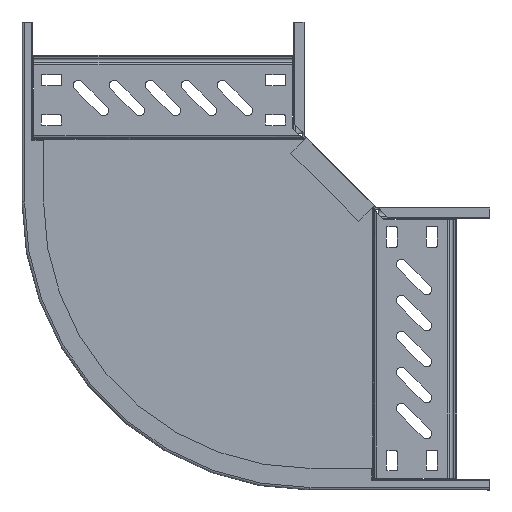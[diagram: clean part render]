
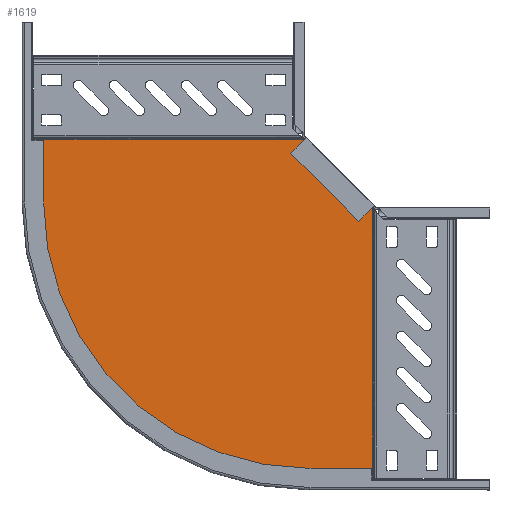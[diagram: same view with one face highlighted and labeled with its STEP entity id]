
A CAD part, front view. The second image highlights one B-rep face of the part: STEP entity #1619.
In plain terms, the highlighted planar face has unit normal (0, -1, 0).
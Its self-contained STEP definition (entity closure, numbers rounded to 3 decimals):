
#66 = CARTESIAN_POINT ( 'NONE',  ( 75.912, -0.75, -211.412 ) ) ;
#115 = VERTEX_POINT ( 'NONE', #2705 ) ;
#163 = VERTEX_POINT ( 'NONE', #6313 ) ;
#210 = ORIENTED_EDGE ( 'NONE', *, *, #4360, .T. ) ;
#386 = VECTOR ( 'NONE', #4323, 1000. ) ;
#409 = FACE_OUTER_BOUND ( 'NONE', #3405, .T. ) ;
#488 = AXIS2_PLACEMENT_3D ( 'NONE', #7211, #4238, #1968 ) ;
#498 = PLANE ( 'NONE',  #488 ) ;
#620 = CIRCLE ( 'NONE', #8587, 198.25 ) ;
#659 = LINE ( 'NONE', #6462, #4379 ) ;
#755 = DIRECTION ( 'NONE',  ( 0., 0., 1. ) ) ;
#775 = ORIENTED_EDGE ( 'NONE', *, *, #5178, .F. ) ;
#837 = EDGE_CURVE ( 'NONE', #163, #5471, #9021, .T. ) ;
#898 = DIRECTION ( 'NONE',  ( 0.707, 0., -0.707 ) ) ;
#918 = VERTEX_POINT ( 'NONE', #4245 ) ;
#1039 = EDGE_CURVE ( 'NONE', #3480, #918, #2276, .T. ) ;
#1054 = VERTEX_POINT ( 'NONE', #8909 ) ;
#1062 = ORIENTED_EDGE ( 'NONE', *, *, #5270, .T. ) ;
#1405 = VECTOR ( 'NONE', #2387, 1000. ) ;
#1474 = ORIENTED_EDGE ( 'NONE', *, *, #8637, .F. ) ;
#1508 = VECTOR ( 'NONE', #898, 1000. ) ;
#1619 = ADVANCED_FACE ( 'NONE', ( #409 ), #498, .T. ) ;
#1711 = LINE ( 'NONE', #9007, #1405 ) ;
#1968 = DIRECTION ( 'NONE',  ( 0., 0., -1. ) ) ;
#1984 = CARTESIAN_POINT ( 'NONE',  ( -19.662, -0.75, -217.912 ) ) ;
#2081 = DIRECTION ( 'NONE',  ( -1., 0., 0. ) ) ;
#2276 = LINE ( 'NONE', #2381, #1508 ) ;
#2381 = CARTESIAN_POINT ( 'NONE',  ( -12.021, -0.75, 12.021 ) ) ;
#2387 = DIRECTION ( 'NONE',  ( 0., 0., -1. ) ) ;
#2447 = DIRECTION ( 'NONE',  ( -1., 0., 0. ) ) ;
#2705 = CARTESIAN_POINT ( 'NONE',  ( 24.071, -0.75, -211.412 ) ) ;
#3219 = LINE ( 'NONE', #66, #4516 ) ;
#3301 = CARTESIAN_POINT ( 'NONE',  ( -19.662, -0.75, -19.662 ) ) ;
#3389 = LINE ( 'NONE', #3435, #8150 ) ;
#3405 = EDGE_LOOP ( 'NONE', ( #8255, #4914, #210, #9315, #1474, #7289, #1062, #775, #4827, #4694 ) ) ;
#3435 = CARTESIAN_POINT ( 'NONE',  ( -19.662, -0.75, -217.912 ) ) ;
#3480 = VERTEX_POINT ( 'NONE', #8520 ) ;
#3591 = LINE ( 'NONE', #6517, #3692 ) ;
#3597 = VERTEX_POINT ( 'NONE', #1984 ) ;
#3692 = VECTOR ( 'NONE', #755, 1000. ) ;
#3950 = CARTESIAN_POINT ( 'NONE',  ( -217.912, -0.75, 23.412 ) ) ;
#4000 = CARTESIAN_POINT ( 'NONE',  ( -217.912, -0.75, -19.662 ) ) ;
#4070 = EDGE_CURVE ( 'NONE', #115, #7354, #3219, .T. ) ;
#4161 = LINE ( 'NONE', #9150, #5995 ) ;
#4238 = DIRECTION ( 'NONE',  ( 0., -1., 0. ) ) ;
#4245 = CARTESIAN_POINT ( 'NONE',  ( 24.071, -0.75, -24.071 ) ) ;
#4255 = CARTESIAN_POINT ( 'NONE',  ( -217.912, -0.75, 23.412 ) ) ;
#4323 = DIRECTION ( 'NONE',  ( 0., 0., -1. ) ) ;
#4360 = EDGE_CURVE ( 'NONE', #1054, #163, #7916, .T. ) ;
#4379 = VECTOR ( 'NONE', #8090, 1000. ) ;
#4516 = VECTOR ( 'NONE', #8796, 1000. ) ;
#4694 = ORIENTED_EDGE ( 'NONE', *, *, #7355, .F. ) ;
#4827 = ORIENTED_EDGE ( 'NONE', *, *, #4070, .F. ) ;
#4874 = DIRECTION ( 'NONE',  ( 0., 0., -1. ) ) ;
#4914 = ORIENTED_EDGE ( 'NONE', *, *, #8862, .T. ) ;
#5169 = CARTESIAN_POINT ( 'NONE',  ( 23.412, -0.75, -211.412 ) ) ;
#5178 = EDGE_CURVE ( 'NONE', #7354, #8348, #1711, .T. ) ;
#5270 = EDGE_CURVE ( 'NONE', #3597, #8348, #3389, .T. ) ;
#5471 = VERTEX_POINT ( 'NONE', #4255 ) ;
#5995 = VECTOR ( 'NONE', #2081, 1000. ) ;
#6009 = CARTESIAN_POINT ( 'NONE',  ( 23.412, -0.75, -217.912 ) ) ;
#6185 = DIRECTION ( 'NONE',  ( 1., 0., 0. ) ) ;
#6235 = DIRECTION ( 'NONE',  ( 0., 1., 0. ) ) ;
#6313 = CARTESIAN_POINT ( 'NONE',  ( -211.412, -0.75, 23.412 ) ) ;
#6462 = CARTESIAN_POINT ( 'NONE',  ( 24.071, -0.75, -19.662 ) ) ;
#6517 = CARTESIAN_POINT ( 'NONE',  ( -217.912, -0.75, -19.662 ) ) ;
#7211 = CARTESIAN_POINT ( 'NONE',  ( -19.662, -0.75, -19.662 ) ) ;
#7289 = ORIENTED_EDGE ( 'NONE', *, *, #8858, .F. ) ;
#7354 = VERTEX_POINT ( 'NONE', #5169 ) ;
#7355 = EDGE_CURVE ( 'NONE', #918, #115, #659, .T. ) ;
#7916 = LINE ( 'NONE', #9344, #386 ) ;
#7933 = VERTEX_POINT ( 'NONE', #4000 ) ;
#8090 = DIRECTION ( 'NONE',  ( 0., 0., -1. ) ) ;
#8150 = VECTOR ( 'NONE', #6185, 1000. ) ;
#8255 = ORIENTED_EDGE ( 'NONE', *, *, #1039, .F. ) ;
#8348 = VERTEX_POINT ( 'NONE', #6009 ) ;
#8520 = CARTESIAN_POINT ( 'NONE',  ( -24.071, -0.75, 24.071 ) ) ;
#8587 = AXIS2_PLACEMENT_3D ( 'NONE', #3301, #6235, #4874 ) ;
#8637 = EDGE_CURVE ( 'NONE', #7933, #5471, #3591, .T. ) ;
#8796 = DIRECTION ( 'NONE',  ( -1., 0., 0. ) ) ;
#8858 = EDGE_CURVE ( 'NONE', #3597, #7933, #620, .T. ) ;
#8862 = EDGE_CURVE ( 'NONE', #3480, #1054, #4161, .T. ) ;
#8909 = CARTESIAN_POINT ( 'NONE',  ( -211.412, -0.75, 24.071 ) ) ;
#9007 = CARTESIAN_POINT ( 'NONE',  ( 23.412, -0.75, -217.912 ) ) ;
#9021 = LINE ( 'NONE', #3950, #9140 ) ;
#9140 = VECTOR ( 'NONE', #2447, 1000. ) ;
#9150 = CARTESIAN_POINT ( 'NONE',  ( -19.662, -0.75, 24.071 ) ) ;
#9315 = ORIENTED_EDGE ( 'NONE', *, *, #837, .T. ) ;
#9344 = CARTESIAN_POINT ( 'NONE',  ( -211.412, -0.75, 75.912 ) ) ;
